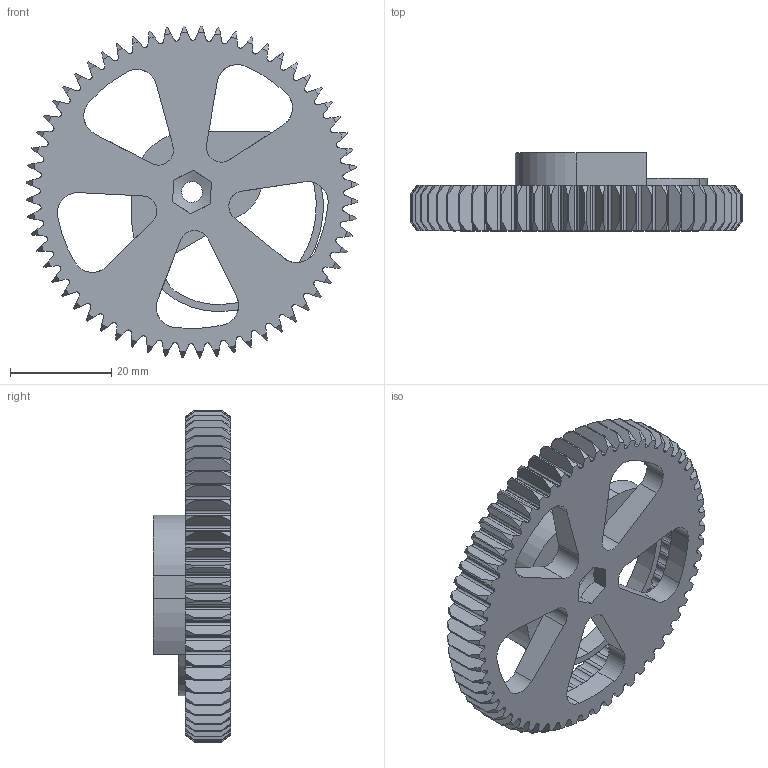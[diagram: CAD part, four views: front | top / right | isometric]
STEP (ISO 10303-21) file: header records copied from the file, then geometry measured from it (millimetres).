
FILE_DESCRIPTION(/* description */ (''),/* implementation_level */ '2;1');
FILE_NAME(/* name */ 'Wheels v16.step',/* time_stamp */ '2021-05-24T13:20:23-05:00',/* author */ (''),/* organization */ (''),/* preprocessor_version */ 'ST-DEVELOPER v18.1',/* originating_system */ 'Autodesk Translation Framework v10.6.0.1341',/* authorisation */ '');
FILE_SCHEMA (('AUTOMOTIVE_DESIGN { 1 0 10303 214 3 1 1 }'));
Length unit declared in the file: millimetre
Products named in the file (4): Wheels; Mount A; Wheel; Spring
Assembly tree (3 placements, depth 2):
  Wheels
    Mount A
    Wheel
    Spring
Bounding box: 65.64 x 15.39 x 65.64 mm (x, y, z)
Volume: 15821.2 mm3; surface area: 12424.7 mm2
Topology: 2 solids, 2 shells, 695 faces, 2082 edges, 1387 vertices
Faces by surface type: cylinder 357, plane 336, cone 2
Full cylindrical faces by diameter (mm): 4.1 x1, 4.5 x1
Entity records: 23896 total; most frequent: CARTESIAN_POINT 4359, DIRECTION 4176, ORIENTED_EDGE 4164, EDGE_CURVE 2082, AXIS2_PLACEMENT_3D 1424, VERTEX_POINT 1387, LINE 1328, VECTOR 1328
